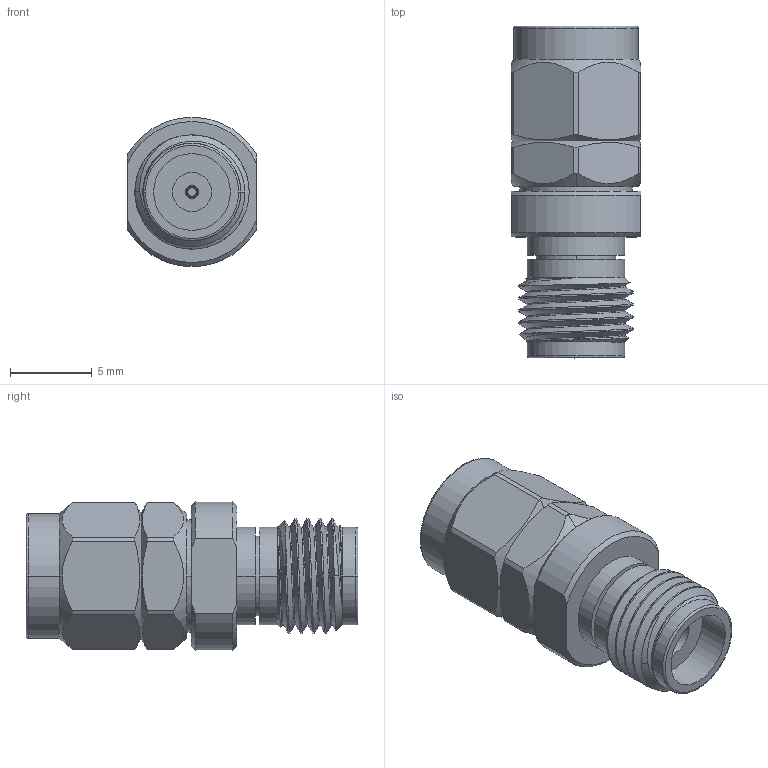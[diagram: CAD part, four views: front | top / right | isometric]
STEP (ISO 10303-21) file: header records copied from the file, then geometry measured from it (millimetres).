
FILE_DESCRIPTION (( 'STEP AP203' ), '1' );
FILE_NAME ('PE9452.step', '2018-09-17T19:19:22', ( '' ), ( '' ), 'SwSTEP 2.0', 'SolidWorks 2017', '' );
FILE_SCHEMA (( 'CONFIG_CONTROL_DESIGN' ));
Length unit declared in the file: inch
Products named in the file (1): PE9452
Bounding box: 7.94 x 20.32 x 9.11 mm (x, y, z)
Volume: 759.6 mm3; surface area: 1003.9 mm2
Topology: 3 solids, 3 shells, 147 faces, 380 edges, 249 vertices
Faces by surface type: cylinder 61, plane 47, cone 27, bspline 12
Entity records: 6871 total; most frequent: CARTESIAN_POINT 3371, ORIENTED_EDGE 756, DIRECTION 686, EDGE_CURVE 378, AXIS2_PLACEMENT_3D 279, VERTEX_POINT 249, EDGE_LOOP 161, ADVANCED_FACE 147
